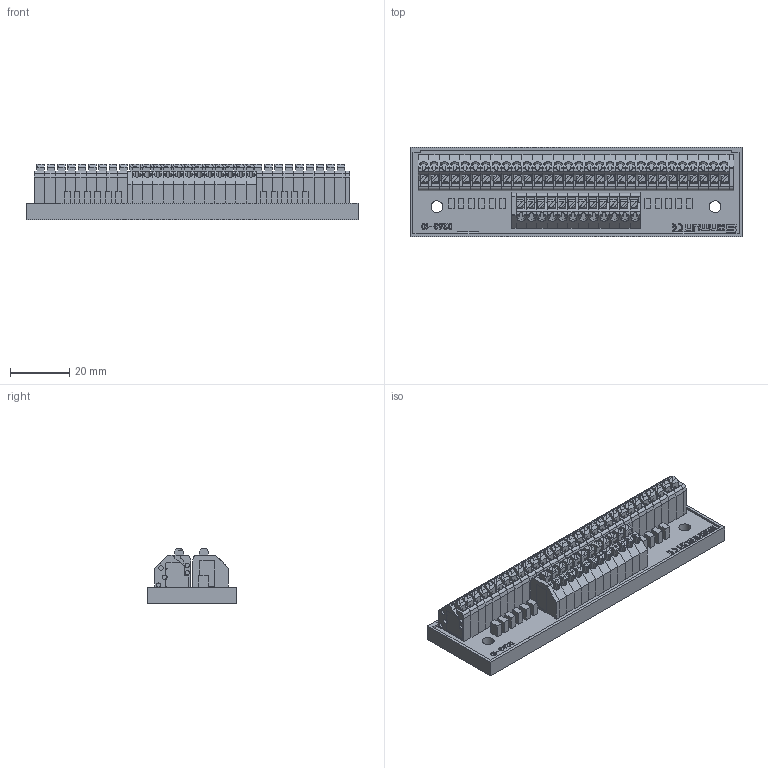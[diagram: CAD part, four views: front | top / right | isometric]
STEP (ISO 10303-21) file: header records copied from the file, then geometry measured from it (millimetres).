
FILE_DESCRIPTION(/* description */ (''),/* implementation_level */ '2;1');
FILE_NAME(/* name */ 'D263-10 3D.stp',/* time_stamp */ '2024-08-14T17:08:25+08:00',/* author */ (''),/* organization */ (''),/* preprocessor_version */ 'ST-DEVELOPER v14',/* originating_system */ 'SIEMENS PLM Software NX 8.0',/* authorisation */ '');
FILE_SCHEMA (('AUTOMOTIVE_DESIGN { 1 0 10303 214 3 1 1 1 }'));
Products named in the file (1): D263-10 3D_stp
Bounding box: 112.2 x 30.2 x 18.7 mm (x, y, z)
Volume: 35054.2 mm3; surface area: 31374.1 mm2
Topology: 45 solids, 45 shells, 4089 faces, 11522 edges, 7664 vertices
Faces by surface type: plane 2942, cylinder 1124, extrusion 23
Full cylindrical faces by diameter (mm): 1.497 x12, 4 x2
Entity records: 133740 total; most frequent: CARTESIAN_POINT 24073, ORIENTED_EDGE 22994, DIRECTION 21944, EDGE_CURVE 11497, VECTOR 9186, LINE 9163, VERTEX_POINT 7664, AXIS2_PLACEMENT_3D 6379
